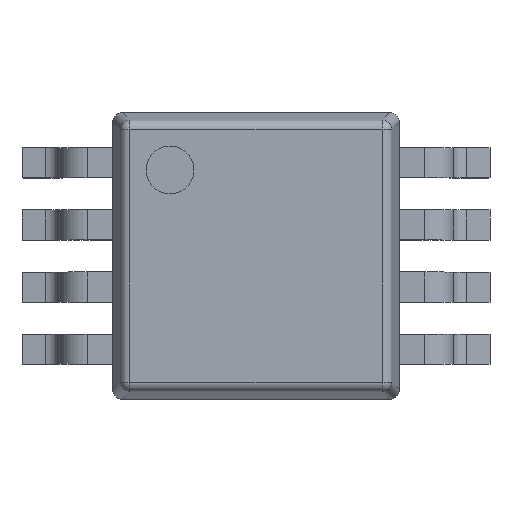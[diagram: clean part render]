
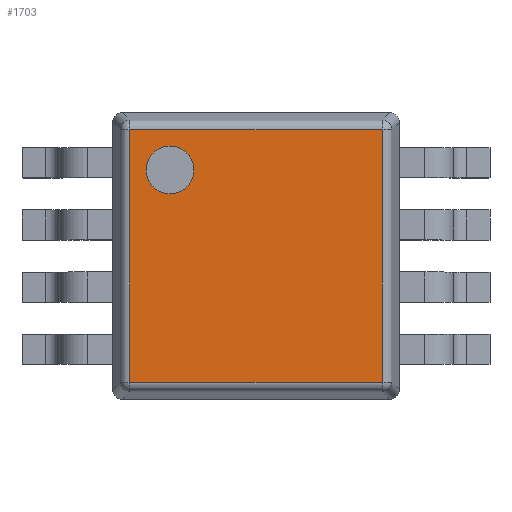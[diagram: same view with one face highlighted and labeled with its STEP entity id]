
A CAD part, top view. The second image highlights one B-rep face of the part: STEP entity #1703.
In plain terms, the highlighted face is planar.
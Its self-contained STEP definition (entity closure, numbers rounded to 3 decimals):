
#690=CARTESIAN_POINT('',(-0.9,0.45,-0.9));
#691=DIRECTION('',(0.,-1.,0.));
#692=DIRECTION('',(1.,0.,0.));
#693=AXIS2_PLACEMENT_3D('',#690,#691,#692);
#698=CARTESIAN_POINT('',(-0.9,0.45,-0.9));
#699=DIRECTION('',(0.,-1.,0.));
#700=DIRECTION('',(-1.,0.,0.));
#701=AXIS2_PLACEMENT_3D('',#698,#699,#700);
#706=DIRECTION('',(0.,0.,1.));
#707=VECTOR('',#706,2.647);
#708=CARTESIAN_POINT('',(-1.323,0.45,-1.323));
#709=LINE('',#708,#707);
#713=DIRECTION('',(-1.,0.,0.));
#714=VECTOR('',#713,2.647);
#715=CARTESIAN_POINT('',(1.323,0.45,-1.323));
#716=LINE('',#715,#714);
#720=DIRECTION('',(0.,0.,-1.));
#721=VECTOR('',#720,2.647);
#722=CARTESIAN_POINT('',(1.323,0.45,1.323));
#723=LINE('',#722,#721);
#727=DIRECTION('',(1.,0.,0.));
#728=VECTOR('',#727,2.647);
#729=CARTESIAN_POINT('',(-1.323,0.45,1.323));
#730=LINE('',#729,#728);
#1017=CARTESIAN_POINT('',(-0.65,0.45,-0.9));
#1018=CARTESIAN_POINT('',(-1.15,0.45,-0.9));
#1019=VERTEX_POINT('',#1017);
#1020=VERTEX_POINT('',#1018);
#1033=CARTESIAN_POINT('',(-1.323,0.45,-1.323));
#1034=CARTESIAN_POINT('',(-1.323,0.45,1.323));
#1035=VERTEX_POINT('',#1033);
#1036=VERTEX_POINT('',#1034);
#1041=CARTESIAN_POINT('',(1.323,0.45,1.323));
#1042=CARTESIAN_POINT('',(1.323,0.45,-1.323));
#1043=VERTEX_POINT('',#1041);
#1044=VERTEX_POINT('',#1042);
#1686=CARTESIAN_POINT('',(0.,0.45,0.));
#1687=DIRECTION('',(0.,1.,0.));
#1688=DIRECTION('',(1.,0.,0.));
#1689=AXIS2_PLACEMENT_3D('',#1686,#1687,#1688);
#1690=PLANE('',#1689);
#1691=ORIENTED_EDGE('',*,*,#1610,.F.);
#1692=ORIENTED_EDGE('',*,*,#1677,.F.);
#1693=ORIENTED_EDGE('',*,*,#1519,.F.);
#1694=ORIENTED_EDGE('',*,*,#1548,.F.);
#1695=EDGE_LOOP('',(#1691,#1692,#1693,#1694));
#1696=FACE_OUTER_BOUND('',#1695,.F.);
#1698=ORIENTED_EDGE('',*,*,#1697,.F.);
#1700=ORIENTED_EDGE('',*,*,#1699,.F.);
#1701=EDGE_LOOP('',(#1698,#1700));
#1702=FACE_BOUND('',#1701,.F.);
#694=CIRCLE('',#693,0.25);
#702=CIRCLE('',#701,0.25);
#1519=EDGE_CURVE('',#1043,#1044,#723,.T.);
#1548=EDGE_CURVE('',#1036,#1043,#730,.T.);
#1610=EDGE_CURVE('',#1035,#1036,#709,.T.);
#1677=EDGE_CURVE('',#1044,#1035,#716,.T.);
#1697=EDGE_CURVE('',#1019,#1020,#694,.T.);
#1699=EDGE_CURVE('',#1020,#1019,#702,.T.);
#1703=ADVANCED_FACE('',(#1696,#1702),#1690,.T.);
